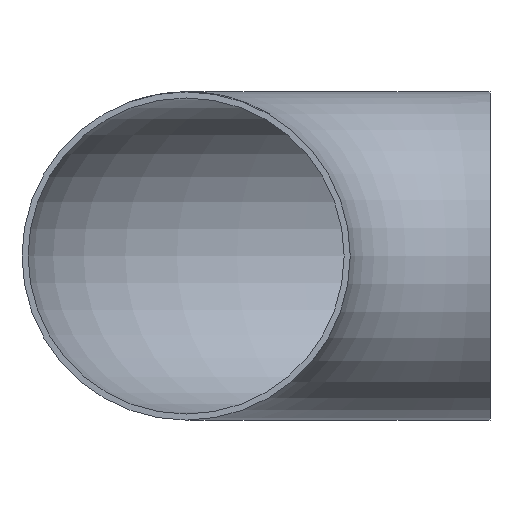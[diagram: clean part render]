
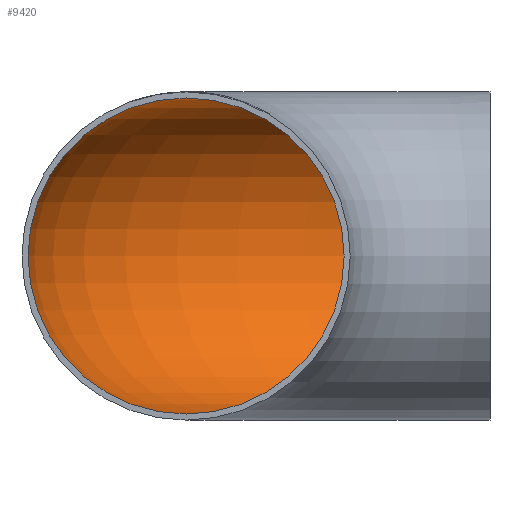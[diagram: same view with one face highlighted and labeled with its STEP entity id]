
A CAD part, front view. The second image highlights one B-rep face of the part: STEP entity #9420.
In plain terms, the highlighted toroidal (fillet/blend) face has major radius 100 mm and minor radius 52 mm.
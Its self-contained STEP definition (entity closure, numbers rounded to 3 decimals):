
#512 = EDGE_LOOP ( 'NONE', ( #6186 ) ) ;
#1197 = AXIS2_PLACEMENT_3D ( 'NONE', #18965, #3164, #5129 ) ;
#1998 = DIRECTION ( 'NONE',  ( 0., 0., -1. ) ) ;
#2378 = EDGE_CURVE ( 'NONE', #6178, #6178, #18856, .T. ) ;
#2832 = CARTESIAN_POINT ( 'NONE',  ( 0., 152., 0. ) ) ;
#2951 = CARTESIAN_POINT ( 'NONE',  ( -100., 0., 52. ) ) ;
#3164 = DIRECTION ( 'NONE',  ( 1., 0., 0. ) ) ;
#3320 = TOROIDAL_SURFACE ( 'NONE', #10668, 100., 52. ) ;
#3481 = CARTESIAN_POINT ( 'NONE',  ( 0., 0., 0. ) ) ;
#3821 = FACE_OUTER_BOUND ( 'NONE', #20132, .T. ) ;
#4236 = CARTESIAN_POINT ( 'NONE',  ( -100., 0., 0. ) ) ;
#5129 = DIRECTION ( 'NONE',  ( 0., 1., 0. ) ) ;
#6086 = DIRECTION ( 'NONE',  ( 0., 0., 1. ) ) ;
#6178 = VERTEX_POINT ( 'NONE', #2832 ) ;
#6186 = ORIENTED_EDGE ( 'NONE', *, *, #2378, .T. ) ;
#9420 = ADVANCED_FACE ( 'NONE', ( #12114, #3821 ), #3320, .F. ) ;
#10668 = AXIS2_PLACEMENT_3D ( 'NONE', #3481, #1998, #17891 ) ;
#11335 = ORIENTED_EDGE ( 'NONE', *, *, #19050, .F. ) ;
#11358 = VERTEX_POINT ( 'NONE', #2951 ) ;
#12114 = FACE_OUTER_BOUND ( 'NONE', #512, .T. ) ;
#12862 = DIRECTION ( 'NONE',  ( 0., 1., 0. ) ) ;
#16594 = CIRCLE ( 'NONE', #18436, 52. ) ;
#17891 = DIRECTION ( 'NONE',  ( -1., 0., 0. ) ) ;
#18436 = AXIS2_PLACEMENT_3D ( 'NONE', #4236, #12862, #6086 ) ;
#18856 = CIRCLE ( 'NONE', #1197, 52. ) ;
#18965 = CARTESIAN_POINT ( 'NONE',  ( 0., 100., 0. ) ) ;
#19050 = EDGE_CURVE ( 'NONE', #11358, #11358, #16594, .T. ) ;
#20132 = EDGE_LOOP ( 'NONE', ( #11335 ) ) ;
